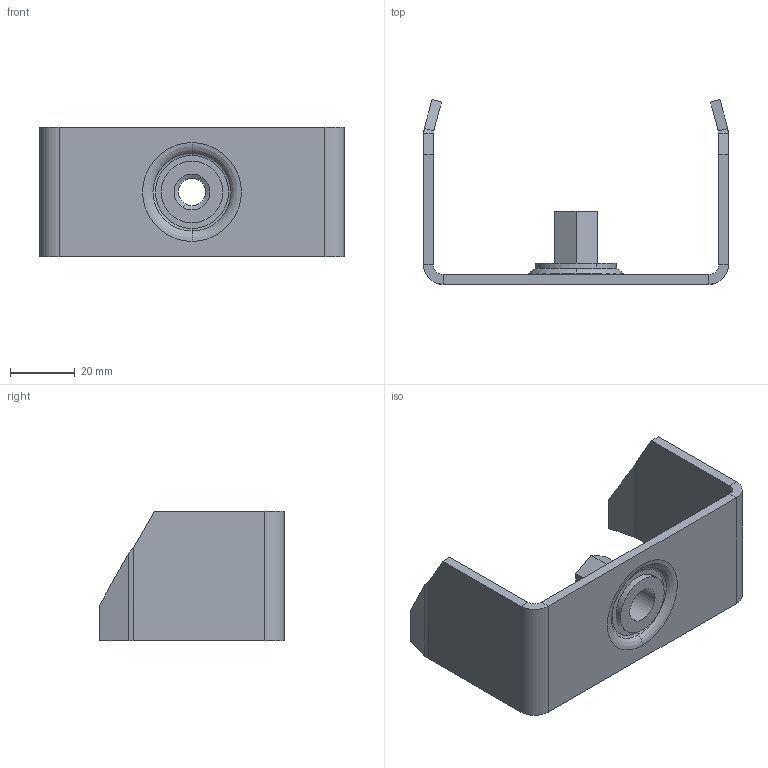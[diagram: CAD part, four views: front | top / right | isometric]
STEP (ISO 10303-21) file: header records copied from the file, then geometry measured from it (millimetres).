
FILE_DESCRIPTION (( 'STEP AP214' ), '1' );
FILE_NAME ('6358752.stp', '2017-01-09T14:06:22', ( '' ), ( '' ), 'SwSTEP 2.0', 'SolidWorks 2016', '' );
FILE_SCHEMA (( 'AUTOMOTIVE_DESIGN' ));
Length unit declared in the file: millimetre
Products named in the file (4): KTS 04.024-009_Standard; KTS 04.024-012_gestaucht bei 4,5mm; 086025_60 x 100; 6358752
Assembly tree (3 placements, depth 2):
  6358752
    086025_60 x 100
    KTS 04.024-012_gestaucht bei 4,5mm
    KTS 04.024-009_Standard
Bounding box: 94 x 57 x 40 mm (x, y, z)
Volume: 24300.9 mm3; surface area: 19106.8 mm2
Topology: 3 solids, 3 shells, 81 faces, 174 edges, 102 vertices
Faces by surface type: plane 49, cylinder 18, torus 8, cone 4, bspline 2
Entity records: 2320 total; most frequent: CARTESIAN_POINT 393, DIRECTION 390, ORIENTED_EDGE 348, EDGE_CURVE 174, AXIS2_PLACEMENT_3D 139, VECTOR 112, LINE 112, VERTEX_POINT 102
